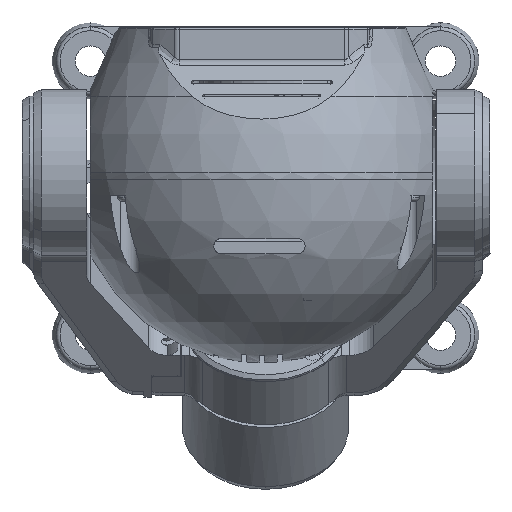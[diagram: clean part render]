
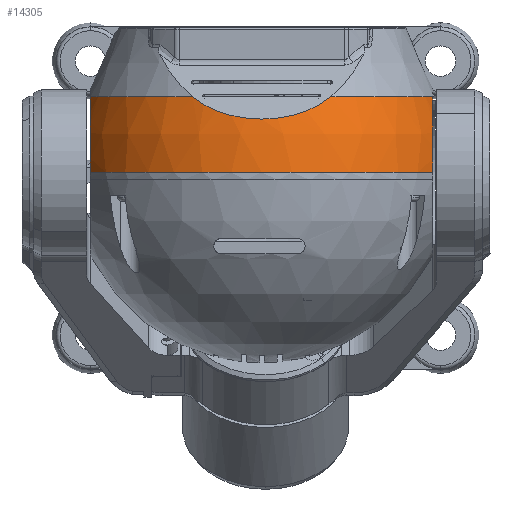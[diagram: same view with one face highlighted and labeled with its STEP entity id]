
A CAD part, front view. The second image highlights one B-rep face of the part: STEP entity #14305.
In plain terms, the highlighted spherical face has radius 25 mm.
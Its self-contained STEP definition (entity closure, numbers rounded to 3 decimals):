
#1291 = EDGE_CURVE ( 'NONE', #36356, #38993, #31601, .T. ) ;
#2218 = DIRECTION ( 'NONE',  ( 0., 0., -1. ) ) ;
#2219 = DIRECTION ( 'NONE',  ( 0., 0.707, -0.707 ) ) ;
#3190 = DIRECTION ( 'NONE',  ( 1., 0., 0. ) ) ;
#4372 = CARTESIAN_POINT ( 'NONE',  ( -23., -56.465, 3.38 ) ) ;
#6051 = AXIS2_PLACEMENT_3D ( 'NONE', #7560, #14020, #10111 ) ;
#7544 = EDGE_CURVE ( 'NONE', #36356, #8593, #21522, .T. ) ;
#7560 = CARTESIAN_POINT ( 'NONE',  ( -0.5, -45.567, 3.38 ) ) ;
#8593 = VERTEX_POINT ( 'NONE', #16097 ) ;
#9179 = ORIENTED_EDGE ( 'NONE', *, *, #21781, .T. ) ;
#9442 = AXIS2_PLACEMENT_3D ( 'NONE', #42151, #3190, #21647 ) ;
#9912 = VERTEX_POINT ( 'NONE', #11231 ) ;
#10111 = DIRECTION ( 'NONE',  ( -1., 0., 0. ) ) ;
#10278 = CARTESIAN_POINT ( 'NONE',  ( 22., -56.465, 3.38 ) ) ;
#10465 = AXIS2_PLACEMENT_3D ( 'NONE', #39140, #25568, #2218 ) ;
#10510 = CARTESIAN_POINT ( 'NONE',  ( -0.5, -45.567, 13.312 ) ) ;
#10960 = VERTEX_POINT ( 'NONE', #25692 ) ;
#11128 = ORIENTED_EDGE ( 'NONE', *, *, #1291, .F. ) ;
#11231 = CARTESIAN_POINT ( 'NONE',  ( -9.584, -66.635, 13.312 ) ) ;
#14020 = DIRECTION ( 'NONE',  ( 0., 0., -1. ) ) ;
#14305 = ADVANCED_FACE ( 'NONE', ( #42596 ), #27650, .T. ) ;
#15161 = VERTEX_POINT ( 'NONE', #36860 ) ;
#16097 = CARTESIAN_POINT ( 'NONE',  ( 22., -50.05, 13.312 ) ) ;
#17326 = EDGE_LOOP ( 'NONE', ( #11128, #30879, #42046, #43926, #41259, #9179, #26267 ) ) ;
#18243 = EDGE_CURVE ( 'NONE', #15161, #9912, #29784, .T. ) ;
#18415 = CARTESIAN_POINT ( 'NONE',  ( -0.5, -70.567, 3.38 ) ) ;
#19356 = EDGE_CURVE ( 'NONE', #9912, #10960, #24773, .T. ) ;
#19465 = CIRCLE ( 'NONE', #29862, 22.942 ) ;
#19694 = CARTESIAN_POINT ( 'NONE',  ( -0.5, -45.567, 13.312 ) ) ;
#21522 = CIRCLE ( 'NONE', #10465, 10.897 ) ;
#21529 = DIRECTION ( 'NONE',  ( 0., 0., 1. ) ) ;
#21647 = DIRECTION ( 'NONE',  ( 0., 0., 1. ) ) ;
#21781 = EDGE_CURVE ( 'NONE', #10960, #32225, #29323, .T. ) ;
#21802 = DIRECTION ( 'NONE',  ( -1., 0., 0. ) ) ;
#23370 = DIRECTION ( 'NONE',  ( -1., 0., 0. ) ) ;
#24773 = CIRCLE ( 'NONE', #31372, 22.942 ) ;
#24780 = DIRECTION ( 'NONE',  ( 1., 0., 0. ) ) ;
#25568 = DIRECTION ( 'NONE',  ( -1., 0., 0. ) ) ;
#25692 = CARTESIAN_POINT ( 'NONE',  ( -23., -50.05, 13.312 ) ) ;
#26267 = ORIENTED_EDGE ( 'NONE', *, *, #34037, .T. ) ;
#26699 = DIRECTION ( 'NONE',  ( 0., -0.707, -0.707 ) ) ;
#27650 = SPHERICAL_SURFACE ( 'NONE', #6051, 25. ) ;
#29296 = AXIS2_PLACEMENT_3D ( 'NONE', #45526, #21529, #24780 ) ;
#29323 = CIRCLE ( 'NONE', #9442, 10.897 ) ;
#29784 = CIRCLE ( 'NONE', #37164, 12.021 ) ;
#29862 = AXIS2_PLACEMENT_3D ( 'NONE', #19694, #39955, #23370 ) ;
#30387 = EDGE_CURVE ( 'NONE', #8593, #15161, #19465, .T. ) ;
#30879 = ORIENTED_EDGE ( 'NONE', *, *, #7544, .T. ) ;
#31024 = DIRECTION ( 'NONE',  ( -1., 0., 0. ) ) ;
#31372 = AXIS2_PLACEMENT_3D ( 'NONE', #10510, #42540, #31024 ) ;
#31601 = CIRCLE ( 'NONE', #32324, 25. ) ;
#32225 = VERTEX_POINT ( 'NONE', #4372 ) ;
#32324 = AXIS2_PLACEMENT_3D ( 'NONE', #38635, #42080, #21802 ) ;
#34037 = EDGE_CURVE ( 'NONE', #32225, #38993, #43997, .T. ) ;
#36356 = VERTEX_POINT ( 'NONE', #10278 ) ;
#36860 = CARTESIAN_POINT ( 'NONE',  ( 8.584, -66.635, 13.312 ) ) ;
#37164 = AXIS2_PLACEMENT_3D ( 'NONE', #44431, #2219, #26699 ) ;
#38635 = CARTESIAN_POINT ( 'NONE',  ( -0.5, -45.567, 3.38 ) ) ;
#38993 = VERTEX_POINT ( 'NONE', #18415 ) ;
#39140 = CARTESIAN_POINT ( 'NONE',  ( 22., -45.567, 3.38 ) ) ;
#39955 = DIRECTION ( 'NONE',  ( 0., 0., -1. ) ) ;
#41259 = ORIENTED_EDGE ( 'NONE', *, *, #19356, .T. ) ;
#42046 = ORIENTED_EDGE ( 'NONE', *, *, #30387, .T. ) ;
#42080 = DIRECTION ( 'NONE',  ( 0., 0., -1. ) ) ;
#42151 = CARTESIAN_POINT ( 'NONE',  ( -23., -45.567, 3.38 ) ) ;
#42540 = DIRECTION ( 'NONE',  ( 0., 0., -1. ) ) ;
#42596 = FACE_OUTER_BOUND ( 'NONE', #17326, .T. ) ;
#43926 = ORIENTED_EDGE ( 'NONE', *, *, #18243, .T. ) ;
#43997 = CIRCLE ( 'NONE', #29296, 25. ) ;
#44431 = CARTESIAN_POINT ( 'NONE',  ( -0.5, -61.067, 18.88 ) ) ;
#45526 = CARTESIAN_POINT ( 'NONE',  ( -0.5, -45.567, 3.38 ) ) ;
